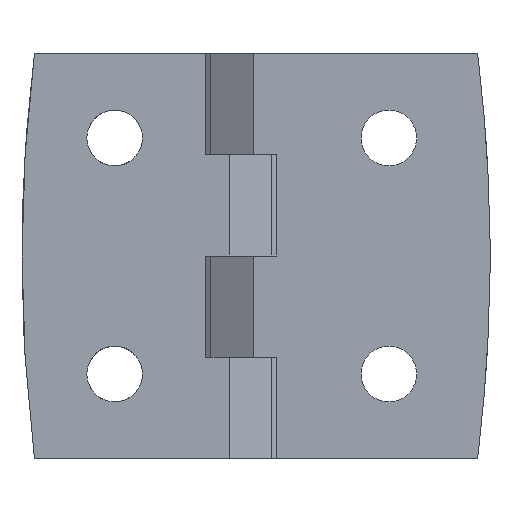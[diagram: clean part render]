
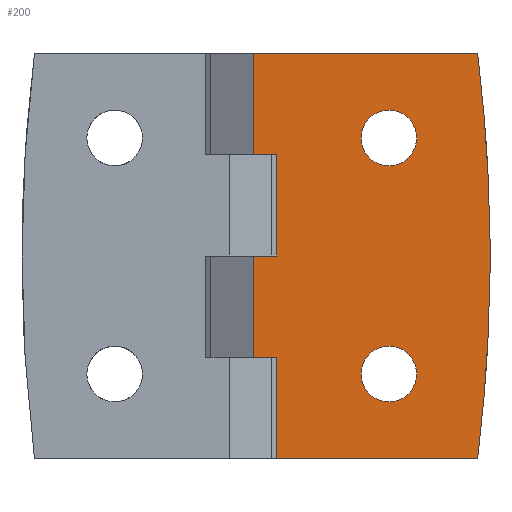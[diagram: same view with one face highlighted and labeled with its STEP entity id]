
A CAD part, front view. The second image highlights one B-rep face of the part: STEP entity #200.
In plain terms, the highlighted planar face has unit normal (0, -1, 0).
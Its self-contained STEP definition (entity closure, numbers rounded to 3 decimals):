
#200 = ADVANCED_FACE( '', ( #392, #393, #394 ), #395, .F. );
#392 = FACE_BOUND( '', #582, .T. );
#393 = FACE_BOUND( '', #583, .T. );
#394 = FACE_OUTER_BOUND( '', #584, .T. );
#395 = PLANE( '', #585 );
#582 = EDGE_LOOP( '', ( #916 ) );
#583 = EDGE_LOOP( '', ( #917 ) );
#584 = EDGE_LOOP( '', ( #918, #919, #920, #921, #922, #923, #924, #925, #926, #927, #928, #929 ) );
#585 = AXIS2_PLACEMENT_3D( '', #930, #931, #932 );
#916 = ORIENTED_EDGE( '', *, *, #1155, .T. );
#917 = ORIENTED_EDGE( '', *, *, #1166, .T. );
#918 = ORIENTED_EDGE( '', *, *, #1146, .T. );
#919 = ORIENTED_EDGE( '', *, *, #1130, .T. );
#920 = ORIENTED_EDGE( '', *, *, #1192, .T. );
#921 = ORIENTED_EDGE( '', *, *, #1103, .T. );
#922 = ORIENTED_EDGE( '', *, *, #1176, .F. );
#923 = ORIENTED_EDGE( '', *, *, #1193, .T. );
#924 = ORIENTED_EDGE( '', *, *, #1190, .F. );
#925 = ORIENTED_EDGE( '', *, *, #1081, .T. );
#926 = ORIENTED_EDGE( '', *, *, #1121, .T. );
#927 = ORIENTED_EDGE( '', *, *, #1160, .F. );
#928 = ORIENTED_EDGE( '', *, *, #1194, .F. );
#929 = ORIENTED_EDGE( '', *, *, #1141, .T. );
#930 = CARTESIAN_POINT( '', ( 1.4, -9., 24. ) );
#931 = DIRECTION( '', ( 0., 1., 0. ) );
#932 = DIRECTION( '', ( 0., 0., 1. ) );
#1081 = EDGE_CURVE( '', #1258, #1256, #1259, .T. );
#1103 = EDGE_CURVE( '', #1295, #1296, #1297, .F. );
#1121 = EDGE_CURVE( '', #1256, #1325, #1327, .T. );
#1130 = EDGE_CURVE( '', #1335, #1340, #1342, .T. );
#1141 = EDGE_CURVE( '', #1358, #1356, #1359, .T. );
#1146 = EDGE_CURVE( '', #1356, #1335, #1365, .T. );
#1155 = EDGE_CURVE( '', #1379, #1379, #1380, .T. );
#1160 = EDGE_CURVE( '', #1385, #1325, #1386, .T. );
#1166 = EDGE_CURVE( '', #1392, #1392, #1393, .T. );
#1176 = EDGE_CURVE( '', #1406, #1296, #1407, .T. );
#1190 = EDGE_CURVE( '', #1258, #1425, #1428, .T. );
#1192 = EDGE_CURVE( '', #1340, #1295, #1430, .T. );
#1193 = EDGE_CURVE( '', #1406, #1425, #1431, .F. );
#1194 = EDGE_CURVE( '', #1358, #1385, #1432, .T. );
#1256 = VERTEX_POINT( '', #1675 );
#1258 = VERTEX_POINT( '', #1678 );
#1259 = LINE( '', #1679, #1680 );
#1295 = VERTEX_POINT( '', #1896 );
#1296 = VERTEX_POINT( '', #1897 );
#1297 = CIRCLE( '', #1898, 196.008 );
#1325 = VERTEX_POINT( '', #1934 );
#1327 = LINE( '', #1937, #1938 );
#1335 = VERTEX_POINT( '', #1948 );
#1340 = VERTEX_POINT( '', #1955 );
#1342 = LINE( '', #1958, #1959 );
#1356 = VERTEX_POINT( '', #1974 );
#1358 = VERTEX_POINT( '', #1977 );
#1359 = LINE( '', #1978, #1979 );
#1365 = LINE( '', #1986, #1987 );
#1379 = VERTEX_POINT( '', #2004 );
#1380 = CIRCLE( '', #2005, 3.3 );
#1385 = VERTEX_POINT( '', #2012 );
#1386 = LINE( '', #2013, #2014 );
#1392 = VERTEX_POINT( '', #2022 );
#1393 = CIRCLE( '', #2023, 3.3 );
#1406 = VERTEX_POINT( '', #2041 );
#1407 = LINE( '', #2042, #2043 );
#1425 = VERTEX_POINT( '', #2066 );
#1428 = LINE( '', #2070, #2071 );
#1430 = LINE( '', #2073, #2074 );
#1431 = CIRCLE( '', #2075, 196.008 );
#1432 = LINE( '', #2076, #2077 );
#1675 = CARTESIAN_POINT( '', ( 1.4, -9., 12. ) );
#1678 = CARTESIAN_POINT( '', ( 1.4, -9., 24. ) );
#1679 = CARTESIAN_POINT( '', ( 1.4, -9., 24. ) );
#1680 = VECTOR( '', #2145, 1000. );
#1896 = CARTESIAN_POINT( '', ( 28.025, -9., -24. ) );
#1897 = CARTESIAN_POINT( '', ( 29.49, -9., -1.98 ) );
#1898 = AXIS2_PLACEMENT_3D( '', #2172, #2173, #2174 );
#1934 = CARTESIAN_POINT( '', ( 4.2, -9., 12. ) );
#1937 = CARTESIAN_POINT( '', ( 1.4, -9., 12. ) );
#1938 = VECTOR( '', #2202, 1000. );
#1948 = CARTESIAN_POINT( '', ( 4.2, -9., -12. ) );
#1955 = CARTESIAN_POINT( '', ( 4.2, -9., -24. ) );
#1958 = CARTESIAN_POINT( '', ( 4.2, -9., 24. ) );
#1959 = VECTOR( '', #2211, 1000. );
#1974 = CARTESIAN_POINT( '', ( 1.4, -9., -12. ) );
#1977 = CARTESIAN_POINT( '', ( 1.4, -9., 0. ) );
#1978 = CARTESIAN_POINT( '', ( 1.4, -9., 24. ) );
#1979 = VECTOR( '', #2226, 1000. );
#1986 = CARTESIAN_POINT( '', ( 1.4, -9., -12. ) );
#1987 = VECTOR( '', #2234, 1000. );
#2004 = CARTESIAN_POINT( '', ( 17.5, -9., -10.7 ) );
#2005 = AXIS2_PLACEMENT_3D( '', #2247, #2248, #2249 );
#2012 = CARTESIAN_POINT( '', ( 4.2, -9., 0. ) );
#2013 = CARTESIAN_POINT( '', ( 4.2, -9., 24. ) );
#2014 = VECTOR( '', #2252, 1000. );
#2022 = CARTESIAN_POINT( '', ( 17.5, -9., 17.3 ) );
#2023 = AXIS2_PLACEMENT_3D( '', #2255, #2256, #2257 );
#2041 = CARTESIAN_POINT( '', ( 29.49, -9., 1.98 ) );
#2042 = CARTESIAN_POINT( '', ( 29.49, -9., 24. ) );
#2043 = VECTOR( '', #2269, 1000. );
#2066 = CARTESIAN_POINT( '', ( 28.025, -9., 24. ) );
#2070 = CARTESIAN_POINT( '', ( 1.4, -9., 24. ) );
#2071 = VECTOR( '', #2285, 1000. );
#2073 = CARTESIAN_POINT( '', ( 1.4, -9., -24. ) );
#2074 = VECTOR( '', #2286, 1000. );
#2075 = AXIS2_PLACEMENT_3D( '', #2287, #2288, #2289 );
#2076 = CARTESIAN_POINT( '', ( 1.4, -9., 0. ) );
#2077 = VECTOR( '', #2290, 1000. );
#2145 = DIRECTION( '', ( 0., 0., -1. ) );
#2172 = CARTESIAN_POINT( '', ( -166.508, -9., 0. ) );
#2173 = DIRECTION( '', ( 0., 1., 0. ) );
#2174 = DIRECTION( '', ( 0., 0., 1. ) );
#2202 = DIRECTION( '', ( 1., 0., 0. ) );
#2211 = DIRECTION( '', ( 0., 0., -1. ) );
#2226 = DIRECTION( '', ( 0., 0., -1. ) );
#2234 = DIRECTION( '', ( 1., 0., 0. ) );
#2247 = CARTESIAN_POINT( '', ( 17.5, -9., -14. ) );
#2248 = DIRECTION( '', ( 0., 1., 0. ) );
#2249 = DIRECTION( '', ( 0., 0., 1. ) );
#2252 = DIRECTION( '', ( 0., 0., 1. ) );
#2255 = CARTESIAN_POINT( '', ( 17.5, -9., 14. ) );
#2256 = DIRECTION( '', ( 0., 1., 0. ) );
#2257 = DIRECTION( '', ( 0., 0., 1. ) );
#2269 = DIRECTION( '', ( 0., 0., -1. ) );
#2285 = DIRECTION( '', ( 1., 0., 0. ) );
#2286 = DIRECTION( '', ( 1., 0., 0. ) );
#2287 = CARTESIAN_POINT( '', ( -166.508, -9., 0. ) );
#2288 = DIRECTION( '', ( 0., 1., 0. ) );
#2289 = DIRECTION( '', ( 0., 0., 1. ) );
#2290 = DIRECTION( '', ( 1., 0., 0. ) );
